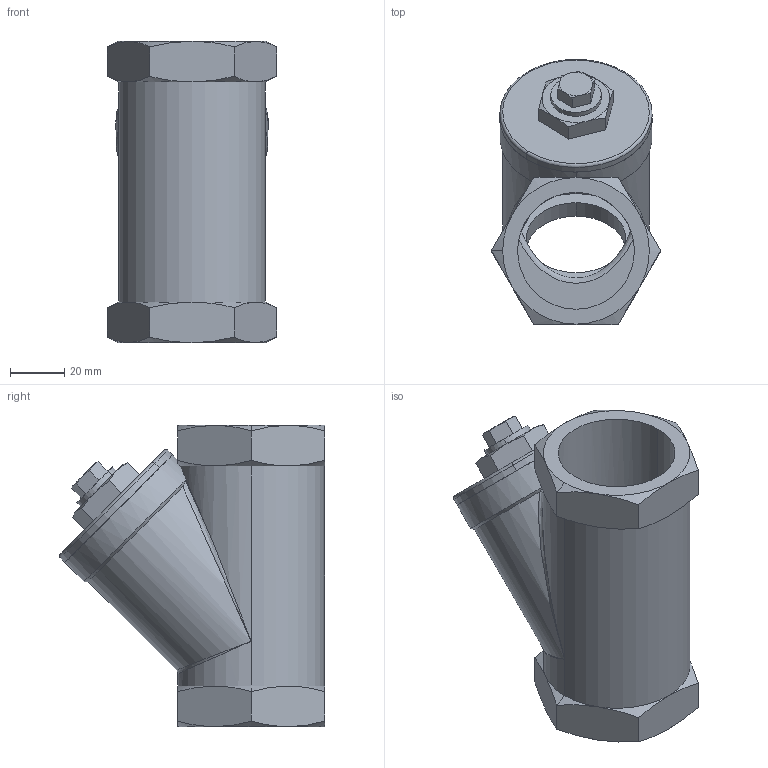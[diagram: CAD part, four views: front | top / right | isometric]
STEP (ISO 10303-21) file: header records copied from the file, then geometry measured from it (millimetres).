
FILE_DESCRIPTION (( 'STEP AP214' ), '1' );
FILE_NAME ('DN40.STEP', '2015-10-14T07:31:48', ( '·L³n¥Î¤á' ), ( '·L³n¤¤°ê' ), 'SwSTEP 2.0', 'SolidWorks 2007', '' );
FILE_SCHEMA (( 'AUTOMOTIVE_DESIGN' ));
Length unit declared in the file: millimetre
Products named in the file (4): 0107_預設; 0503_預設; 0306_預設; DN40
Assembly tree (3 placements, depth 2):
  DN40
    0503_預設
    0306_預設
    0107_預設
Bounding box: 62.35 x 97.57 x 111 mm (x, y, z)
Volume: 146766.8 mm3; surface area: 56370.5 mm2
Topology: 3 solids, 3 shells, 112 faces, 258 edges, 153 vertices
Faces by surface type: cone 41, plane 40, cylinder 25, bspline 4, torus 2
Entity records: 3899 total; most frequent: CARTESIAN_POINT 1442, ORIENTED_EDGE 508, DIRECTION 465, EDGE_CURVE 254, AXIS2_PLACEMENT_3D 200, VERTEX_POINT 153, EDGE_LOOP 121, ADVANCED_FACE 112
